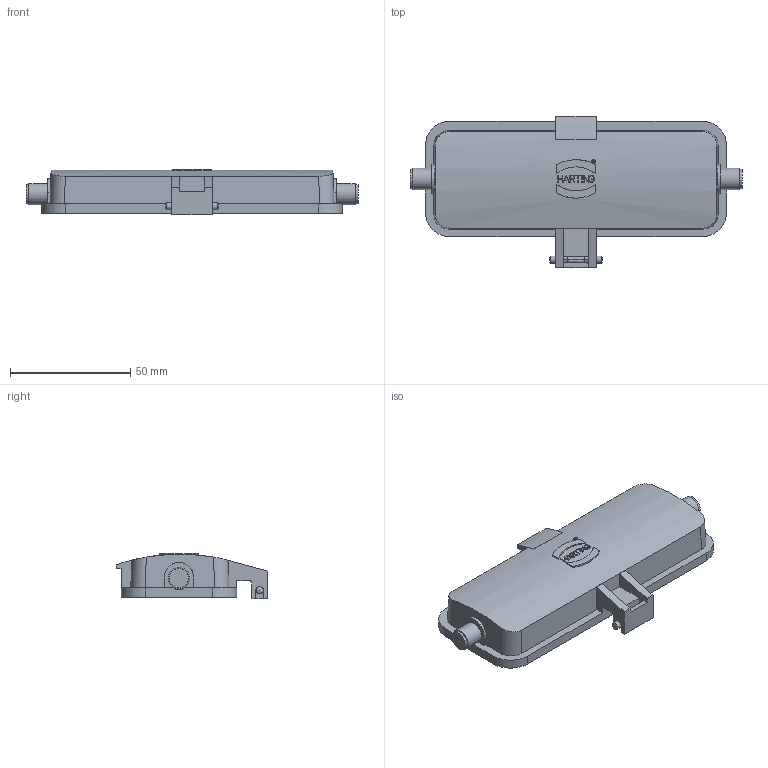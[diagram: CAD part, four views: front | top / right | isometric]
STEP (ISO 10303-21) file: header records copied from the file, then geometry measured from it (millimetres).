
FILE_DESCRIPTION(/* description */ (''),/* implementation_level */ '2;1');
FILE_NAME(/* name */ '100855334ugm000_a.stp',/* time_stamp */ '2019-10-29T08:45:35+01:00',/* author */ (''),/* organization */ (''),/* preprocessor_version */ 'ST-DEVELOPER v16.7',/* originating_system */ 'SIEMENS PLM Software NX 12.0',/* authorisation */ '');
FILE_SCHEMA (('AUTOMOTIVE_DESIGN { 1 0 10303 214 3 1 1 1 }'));
Length unit declared in the file: millimetre
Products named in the file (1): 100855334ugm000_a
Bounding box: 137.86 x 62.85 x 18.8 mm (x, y, z)
Volume: 25439.6 mm3; surface area: 23563.6 mm2
Topology: 1 solids, 1 shells, 283 faces, 766 edges, 505 vertices
Faces by surface type: plane 175, cylinder 56, bspline 24, extrusion 16, cone 8, torus 2, sphere 2
Full cylindrical faces by diameter (mm): 1.52 x1, 1.68 x1, 3 x4, 3.05 x2, 4 x2, 5 x2, 8 x2, 8.8 x2
Entity records: 11251 total; most frequent: CARTESIAN_POINT 2359, ORIENTED_EDGE 1470, DIRECTION 1312, EDGE_CURVE 735, VERTEX_POINT 492, VECTOR 486, LINE 470, AXIS2_PLACEMENT_3D 413
